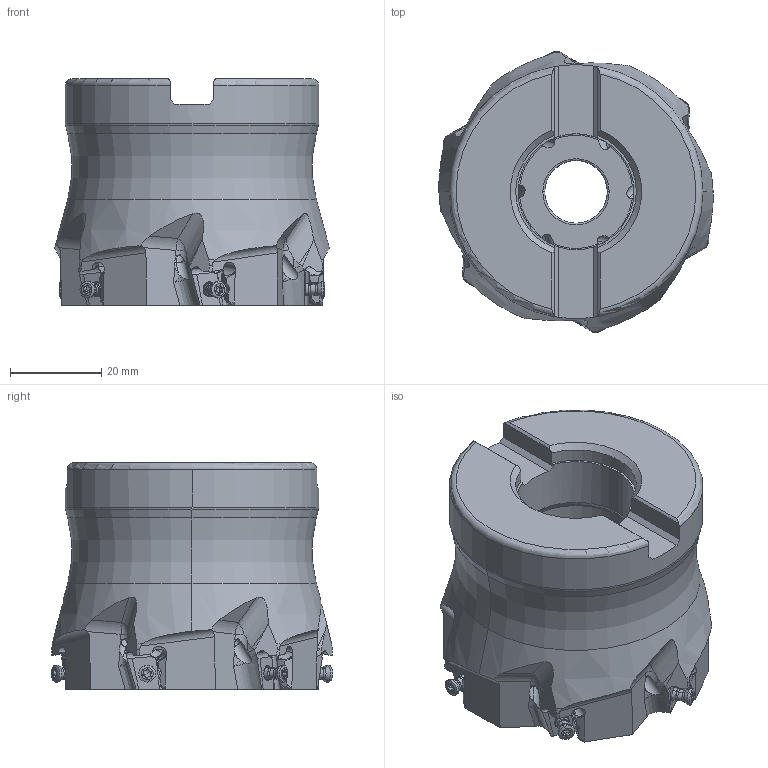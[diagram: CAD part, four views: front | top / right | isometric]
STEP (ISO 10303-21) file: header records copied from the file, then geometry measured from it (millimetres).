
FILE_DESCRIPTION(/* description */ (''),/* implementation_level */ '2;1');
FILE_NAME(/* name */ 'VPX200UR2_5006CA.stp',/* time_stamp */ '2021-09-08T11:38:19+09:00',/* author */ (''),/* organization */ (''),/* preprocessor_version */ 'ST-DEVELOPER v16',/* originating_system */ 'SIEMENS PLM Software NX 10.0',/* authorisation */ '');
FILE_SCHEMA (('AUTOMOTIVE_DESIGN { 1 0 10303 214 3 1 1 1 }'));
Length unit declared in the file: millimetre
Products named in the file (1): VPX200UR2_5006CA_ASM
Bounding box: 60.08 x 61.66 x 49.6 mm (x, y, z)
Volume: 95318.1 mm3; surface area: 19248.2 mm2
Topology: 7 solids, 7 shells, 658 faces, 1838 edges, 1187 vertices
Faces by surface type: cylinder 288, plane 178, cone 86, torus 58, extrusion 24, bspline 12, sphere 12
Entity records: 28484 total; most frequent: CARTESIAN_POINT 11807, ORIENTED_EDGE 3604, DIRECTION 3326, EDGE_CURVE 1802, AXIS2_PLACEMENT_3D 1324, VERTEX_POINT 1178, EDGE_LOOP 692, VECTOR 678
